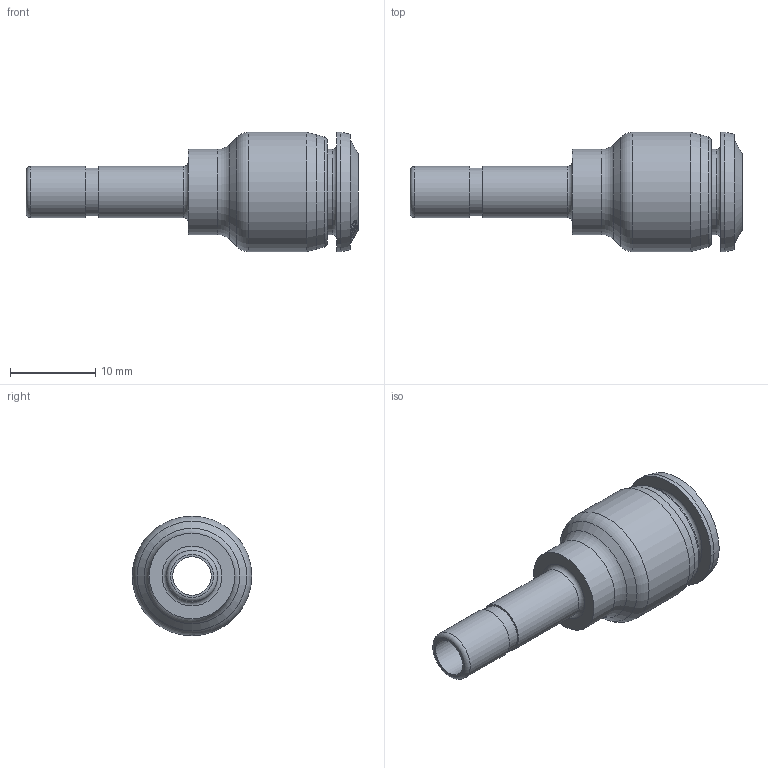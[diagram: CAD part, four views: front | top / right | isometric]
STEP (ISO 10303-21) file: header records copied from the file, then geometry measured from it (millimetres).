
FILE_DESCRIPTION (( 'STEP AP214' ), '1' );
FILE_NAME ('5570500002A.STEP', '2013-10-14T13:37:10', ( 'ST01' ), ( '' ), 'SwSTEP 2.0', 'SolidWorks 2012', '' );
FILE_SCHEMA (( 'AUTOMOTIVE_DESIGN' ));
Length unit declared in the file: millimetre
Products named in the file (1): 5570500002A
Bounding box: 38.9 x 14 x 14 mm (x, y, z)
Surface area: 1966.9 mm2 (no closed solid volume)
Topology: 0 solids, 3 shells, 142 faces, 346 edges, 227 vertices
Faces by surface type: bspline 97, cone 22, cylinder 9, plane 8, torus 6
Full cylindrical faces by diameter (mm): 4.5 x1, 5.6 x1, 6 x2, 8.2 x1, 10 x2, 14 x2
Entity records: 10811 total; most frequent: CARTESIAN_POINT 6808, ORIENTED_EDGE 642, EDGE_CURVE 324, B_SPLINE_CURVE_WITH_KNOTS 291, VERTEX_POINT 227, EDGE_LOOP 187, DIRECTION 158, FACE_OUTER_BOUND 157
